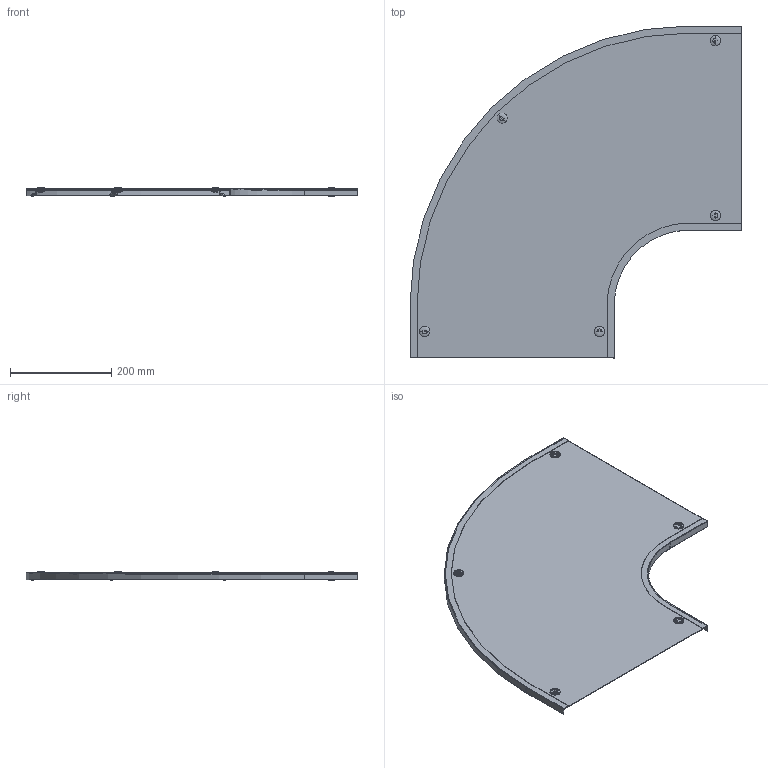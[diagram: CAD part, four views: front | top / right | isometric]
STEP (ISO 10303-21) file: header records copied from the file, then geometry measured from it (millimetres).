
FILE_DESCRIPTION (( 'STEP AP214' ), '1' );
FILE_NAME ('7129688.stp', '2019-06-14T12:29:18', ( '' ), ( '' ), 'SwSTEP 2.0', 'SolidWorks 2018', '' );
FILE_SCHEMA (( 'AUTOMOTIVE_DESIGN' ));
Length unit declared in the file: millimetre
Products named in the file (7): KTS 08.044-151_R=0552; KTS 08.081-003_Standard; 7129688; KTS 08.080-022_Standard; KTS 08.044-145_Innenwinkel R=148; KTS 08.044-139_Deckelblech B=400 t=1,25 FS; KTS 08.082-005_Standard
Assembly tree (10 placements, depth 3):
  7129688
    KTS 08.044-139_Deckelblech B=400 t=1,25 FS
    KTS 08.044-145_Innenwinkel R=148
    KTS 08.044-151_R=0552
    KTS 08.080-022_Standard  x5
      KTS 08.082-005_Standard
      KTS 08.081-003_Standard
Bounding box: 657 x 657 x 16.98 mm (x, y, z)
Volume: 429335.6 mm3; surface area: 705142.4 mm2
Topology: 13 solids, 13 shells, 603 faces, 1551 edges, 989 vertices
Faces by surface type: plane 270, cylinder 208, cone 55, torus 45, bspline 25
Entity records: 5269 total; most frequent: CARTESIAN_POINT 1040, DIRECTION 863, ORIENTED_EDGE 822, EDGE_CURVE 411, AXIS2_PLACEMENT_3D 320, VERTEX_POINT 265, LINE 223, VECTOR 223
